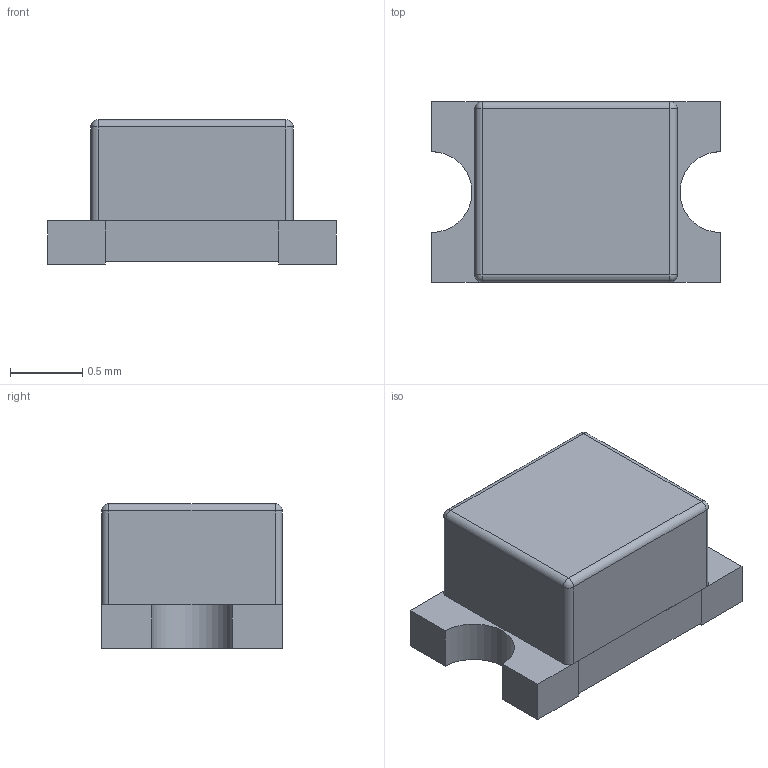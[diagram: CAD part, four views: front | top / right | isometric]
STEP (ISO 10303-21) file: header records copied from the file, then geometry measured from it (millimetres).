
FILE_DESCRIPTION(('FreeCAD Model'),'2;1');
FILE_NAME('LED SMD 0805.step', '2017-08-08T13:57:29',('Author'),(''), 'Open CASCADE STEP processor 6.8','FreeCAD','Unknown');
FILE_SCHEMA(('AUTOMOTIVE_DESIGN_CC2 { 1 2 10303 214 -1 1 5 4 }'));
Length unit declared in the file: millimetre
Products named in the file (3): ASSEMBLY; Fusion; Fillet
Assembly tree (2 placements, depth 2):
  ASSEMBLY
    Fusion
    Fillet
Bounding box: 2 x 1.25 x 1 mm (x, y, z)
Volume: 1.9 mm3; surface area: 13.8 mm2
Topology: 2 solids, 2 shells, 43 faces, 98 edges, 56 vertices
Faces by surface type: plane 29, cylinder 10, sphere 4
Entity records: 2585 total; most frequent: CARTESIAN_POINT 420, DIRECTION 368, LINE 230, VECTOR 230, ORIENTED_EDGE 188, PCURVE 188, DEFINITIONAL_REPRESENTATION 188, EDGE_CURVE 94
